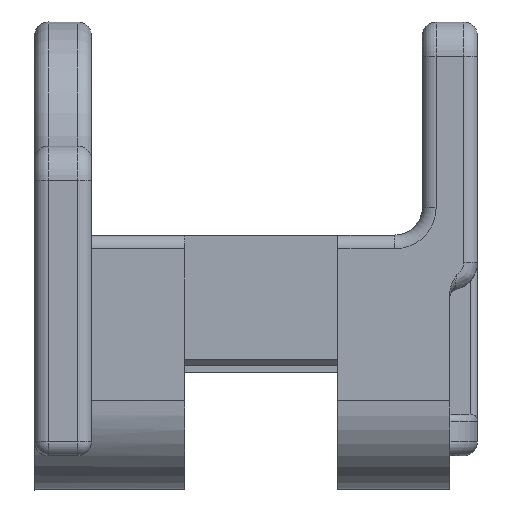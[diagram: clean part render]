
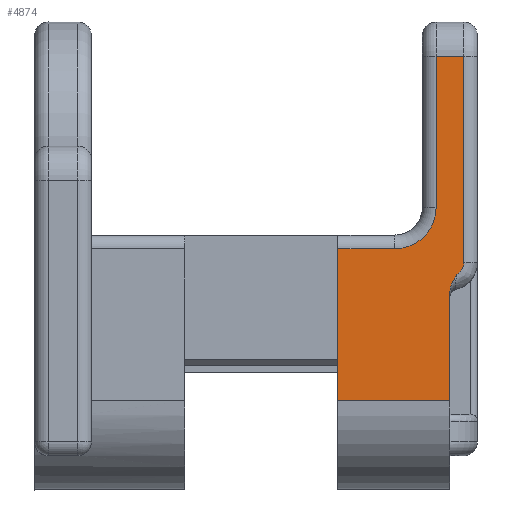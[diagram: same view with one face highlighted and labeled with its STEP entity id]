
A CAD part, front view. The second image highlights one B-rep face of the part: STEP entity #4874.
In plain terms, the highlighted planar face has unit normal (0, -1, 0).
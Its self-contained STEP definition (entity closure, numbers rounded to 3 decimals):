
#332=CIRCLE('',#5139,3.);
#429=CIRCLE('',#5330,1.);
#507=B_SPLINE_CURVE_WITH_KNOTS('',3,(#8778,#8779,#8780,#8781,#8782,#8783,
#8784,#8785,#8786,#8787),.UNSPECIFIED.,.F.,.F.,(4,2,2,2,4),(-0.001,
0.,0.055,0.096,0.129),
 .UNSPECIFIED.);
#752=FACE_OUTER_BOUND('',#1036,.T.);
#1036=EDGE_LOOP('',(#4302,#4303,#4304,#4305,#4306,#4307,#4308,#4309,#4310,
#4311));
#1309=LINE('',#7788,#1723);
#1311=LINE('',#7799,#1725);
#1389=LINE('',#8545,#1803);
#1413=LINE('',#8633,#1827);
#1445=LINE('',#9091,#1859);
#1446=LINE('',#9093,#1860);
#1447=LINE('',#9094,#1861);
#1723=VECTOR('',#6073,10.);
#1725=VECTOR('',#6087,10.);
#1803=VECTOR('',#6449,10.);
#1827=VECTOR('',#6537,10.);
#1859=VECTOR('',#6687,10.);
#1860=VECTOR('',#6688,10.);
#1861=VECTOR('',#6689,10.);
#2173=VERTEX_POINT('',#7786);
#2174=VERTEX_POINT('',#7787);
#2176=VERTEX_POINT('',#7794);
#2177=VERTEX_POINT('',#7798);
#2279=VERTEX_POINT('',#8542);
#2305=VERTEX_POINT('',#8630);
#2311=VERTEX_POINT('',#8735);
#2312=VERTEX_POINT('',#8777);
#2328=VERTEX_POINT('',#9090);
#2329=VERTEX_POINT('',#9092);
#2725=EDGE_CURVE('',#2173,#2174,#1309,.T.);
#2729=EDGE_CURVE('',#2174,#2176,#332,.T.);
#2731=EDGE_CURVE('',#2176,#2177,#1311,.T.);
#2914=EDGE_CURVE('',#2177,#2279,#1389,.T.);
#2956=EDGE_CURVE('',#2279,#2305,#1413,.T.);
#2973=EDGE_CURVE('',#2305,#2311,#429,.T.);
#2974=EDGE_CURVE('',#2311,#2312,#507,.T.);
#3023=EDGE_CURVE('',#2328,#2312,#1445,.T.);
#3024=EDGE_CURVE('',#2329,#2173,#1446,.T.);
#3025=EDGE_CURVE('',#2328,#2329,#1447,.T.);
#4302=ORIENTED_EDGE('',*,*,#3023,.T.);
#4303=ORIENTED_EDGE('',*,*,#2974,.F.);
#4304=ORIENTED_EDGE('',*,*,#2973,.F.);
#4305=ORIENTED_EDGE('',*,*,#2956,.F.);
#4306=ORIENTED_EDGE('',*,*,#2914,.F.);
#4307=ORIENTED_EDGE('',*,*,#2731,.F.);
#4308=ORIENTED_EDGE('',*,*,#2729,.F.);
#4309=ORIENTED_EDGE('',*,*,#2725,.F.);
#4310=ORIENTED_EDGE('',*,*,#3024,.F.);
#4311=ORIENTED_EDGE('',*,*,#3025,.F.);
#4612=PLANE('',#5374);
#4874=ADVANCED_FACE('',(#752),#4612,.T.);
#5139=AXIS2_PLACEMENT_3D('',#7795,#6081,#6082);
#5330=AXIS2_PLACEMENT_3D('',#8746,#6570,#6571);
#5374=AXIS2_PLACEMENT_3D('',#9089,#6685,#6686);
#6073=DIRECTION('',(1.,0.,0.));
#6081=DIRECTION('center_axis',(0.,-1.,0.));
#6082=DIRECTION('ref_axis',(0.707,0.,-0.707));
#6087=DIRECTION('',(0.,0.,1.));
#6449=DIRECTION('',(1.,0.,0.));
#6537=DIRECTION('',(0.,0.,-1.));
#6570=DIRECTION('center_axis',(0.,1.,0.));
#6571=DIRECTION('ref_axis',(0.707,0.,-0.707));
#6685=DIRECTION('center_axis',(0.,-1.,0.));
#6686=DIRECTION('ref_axis',(0.,0.,1.));
#6687=DIRECTION('',(0.,0.,1.));
#6688=DIRECTION('',(0.,0.,1.));
#6689=DIRECTION('',(-1.,0.,0.));
#7786=CARTESIAN_POINT('',(13.936,223.288,63.609));
#7787=CARTESIAN_POINT('',(18.07,223.288,63.609));
#7788=CARTESIAN_POINT('',(19.07,223.288,63.609));
#7794=CARTESIAN_POINT('',(21.07,223.288,66.609));
#7795=CARTESIAN_POINT('Origin',(18.07,223.288,66.609));
#7798=CARTESIAN_POINT('',(21.07,223.288,77.564));
#7799=CARTESIAN_POINT('',(21.07,223.288,59.333));
#8542=CARTESIAN_POINT('',(23.07,223.288,77.564));
#8545=CARTESIAN_POINT('',(19.07,223.288,77.564));
#8630=CARTESIAN_POINT('',(23.07,223.288,62.609));
#8633=CARTESIAN_POINT('',(23.07,223.288,58.333));
#8735=CARTESIAN_POINT('',(22.57,223.288,61.743));
#8746=CARTESIAN_POINT('Origin',(22.07,223.288,62.609));
#8777=CARTESIAN_POINT('',(22.07,223.288,60.551));
#8778=CARTESIAN_POINT('Ctrl Pts',(22.57,223.288,61.743));
#8779=CARTESIAN_POINT('Ctrl Pts',(22.568,223.288,61.74));
#8780=CARTESIAN_POINT('Ctrl Pts',(22.567,223.288,61.738));
#8781=CARTESIAN_POINT('Ctrl Pts',(22.472,223.288,61.575));
#8782=CARTESIAN_POINT('Ctrl Pts',(22.371,223.288,61.418));
#8783=CARTESIAN_POINT('Ctrl Pts',(22.219,223.288,61.136));
#8784=CARTESIAN_POINT('Ctrl Pts',(22.163,223.288,61.013));
#8785=CARTESIAN_POINT('Ctrl Pts',(22.09,223.288,60.776));
#8786=CARTESIAN_POINT('Ctrl Pts',(22.07,223.288,60.664));
#8787=CARTESIAN_POINT('Ctrl Pts',(22.07,223.288,60.551));
#9089=CARTESIAN_POINT('Origin',(19.07,223.288,53.602));
#9090=CARTESIAN_POINT('',(22.07,223.288,52.602));
#9091=CARTESIAN_POINT('',(22.07,223.288,57.106));
#9092=CARTESIAN_POINT('',(13.936,223.288,52.602));
#9093=CARTESIAN_POINT('',(13.936,223.288,54.333));
#9094=CARTESIAN_POINT('',(14.57,223.288,52.602));
